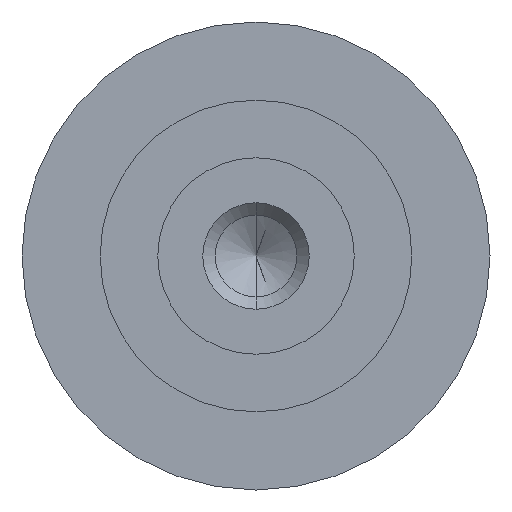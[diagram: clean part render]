
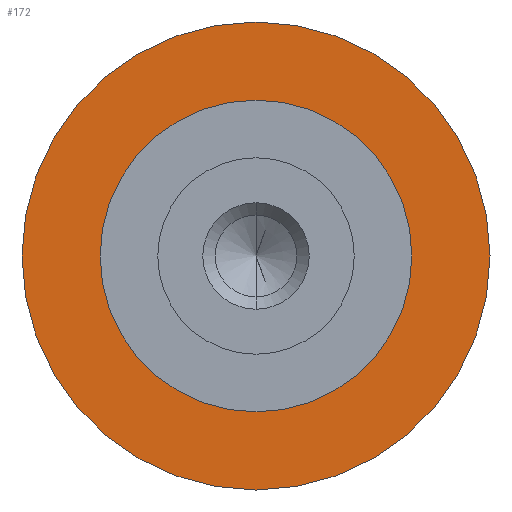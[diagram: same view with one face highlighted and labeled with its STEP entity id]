
A CAD part, left-side view. The second image highlights one B-rep face of the part: STEP entity #172.
In plain terms, the highlighted planar face has unit normal (-1, 0, 0).
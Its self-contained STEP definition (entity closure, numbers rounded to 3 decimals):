
#27 = DIRECTION ( 'NONE',  ( 0., -1., 0. ) ) ;
#35 = CARTESIAN_POINT ( 'NONE',  ( 5., 0., 0. ) ) ;
#79 = DIRECTION ( 'NONE',  ( 0., -1., 0. ) ) ;
#100 = DIRECTION ( 'NONE',  ( 0., -1., 0. ) ) ;
#118 = CARTESIAN_POINT ( 'NONE',  ( 5., 9.525, 0. ) ) ;
#129 = CIRCLE ( 'NONE', #742, 14.3 ) ;
#165 = FACE_OUTER_BOUND ( 'NONE', #741, .T. ) ;
#168 = CARTESIAN_POINT ( 'NONE',  ( 5., 0., 0. ) ) ;
#172 = ADVANCED_FACE ( 'NONE', ( #554, #165 ), #496, .T. ) ;
#181 = DIRECTION ( 'NONE',  ( 0., -1., 0. ) ) ;
#186 = ORIENTED_EDGE ( 'NONE', *, *, #666, .T. ) ;
#204 = CARTESIAN_POINT ( 'NONE',  ( 5., 0., 0. ) ) ;
#207 = CARTESIAN_POINT ( 'NONE',  ( 5., 0., 0. ) ) ;
#229 = DIRECTION ( 'NONE',  ( -1., 0., 0. ) ) ;
#272 = EDGE_CURVE ( 'NONE', #727, #731, #480, .T. ) ;
#289 = DIRECTION ( 'NONE',  ( -1., 0., 0. ) ) ;
#422 = DIRECTION ( 'NONE',  ( -1., 0., 0. ) ) ;
#431 = CARTESIAN_POINT ( 'NONE',  ( 5., -14.3, 0. ) ) ;
#438 = AXIS2_PLACEMENT_3D ( 'NONE', #204, #473, #79 ) ;
#445 = VERTEX_POINT ( 'NONE', #463 ) ;
#456 = EDGE_CURVE ( 'NONE', #731, #727, #551, .T. ) ;
#463 = CARTESIAN_POINT ( 'NONE',  ( 5., 14.3, 0. ) ) ;
#465 = EDGE_CURVE ( 'NONE', #445, #736, #634, .T. ) ;
#473 = DIRECTION ( 'NONE',  ( -1., 0., 0. ) ) ;
#480 = CIRCLE ( 'NONE', #772, 9.525 ) ;
#496 = PLANE ( 'NONE',  #569 ) ;
#551 = CIRCLE ( 'NONE', #807, 9.525 ) ;
#554 = FACE_BOUND ( 'NONE', #717, .T. ) ;
#569 = AXIS2_PLACEMENT_3D ( 'NONE', #168, #229, #181 ) ;
#627 = DIRECTION ( 'NONE',  ( 0., -1., 0. ) ) ;
#634 = CIRCLE ( 'NONE', #438, 14.3 ) ;
#653 = ORIENTED_EDGE ( 'NONE', *, *, #456, .F. ) ;
#666 = EDGE_CURVE ( 'NONE', #736, #445, #129, .T. ) ;
#671 = ORIENTED_EDGE ( 'NONE', *, *, #272, .F. ) ;
#689 = ORIENTED_EDGE ( 'NONE', *, *, #465, .T. ) ;
#717 = EDGE_LOOP ( 'NONE', ( #671, #653 ) ) ;
#727 = VERTEX_POINT ( 'NONE', #827 ) ;
#731 = VERTEX_POINT ( 'NONE', #118 ) ;
#736 = VERTEX_POINT ( 'NONE', #431 ) ;
#741 = EDGE_LOOP ( 'NONE', ( #689, #186 ) ) ;
#742 = AXIS2_PLACEMENT_3D ( 'NONE', #747, #422, #100 ) ;
#747 = CARTESIAN_POINT ( 'NONE',  ( 5., 0., 0. ) ) ;
#772 = AXIS2_PLACEMENT_3D ( 'NONE', #35, #289, #627 ) ;
#790 = DIRECTION ( 'NONE',  ( -1., 0., 0. ) ) ;
#807 = AXIS2_PLACEMENT_3D ( 'NONE', #207, #790, #27 ) ;
#827 = CARTESIAN_POINT ( 'NONE',  ( 5., -9.525, 0. ) ) ;
